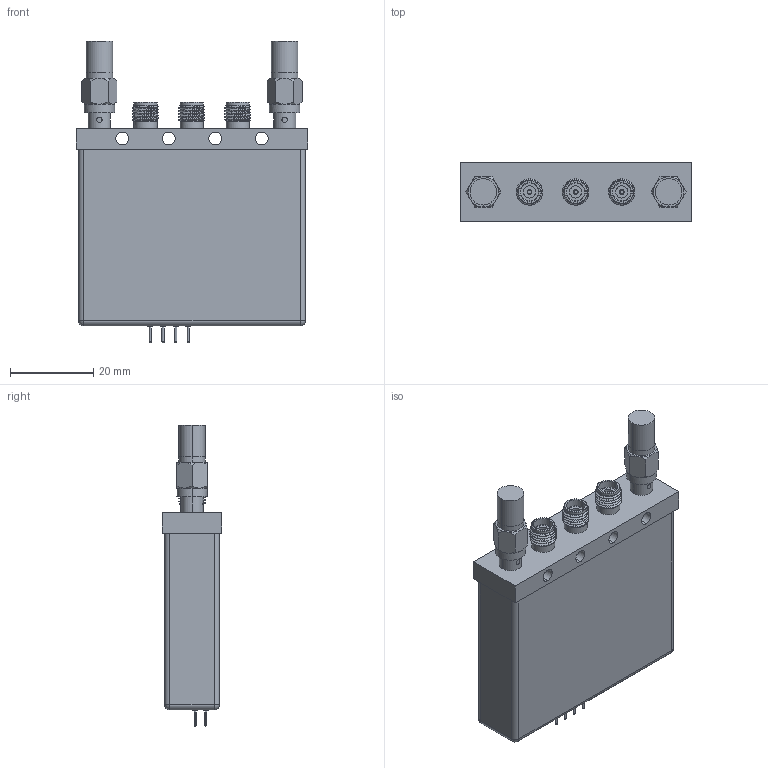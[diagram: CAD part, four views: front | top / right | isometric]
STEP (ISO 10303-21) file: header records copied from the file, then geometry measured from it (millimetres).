
FILE_DESCRIPTION (( 'STEP AP203' ), '1' );
FILE_NAME ('PE71S6064 ¦ SEMS-4062-SPDT-K.step', '2019-08-23T16:01:50', ( '' ), ( '' ), 'SwSTEP 2.0', 'SolidWorks 2018', '' );
FILE_SCHEMA (( 'CONFIG_CONTROL_DESIGN' ));
Length unit declared in the file: inch
Products named in the file (1): PE71S6064 ｦ SEMS-4062-SPDT-K
Bounding box: 55.6 x 14.2 x 72.56 mm (x, y, z)
Volume: 35866.8 mm3; surface area: 10075.8 mm2
Topology: 1 solids, 3 shells, 321 faces, 784 edges, 487 vertices
Faces by surface type: cylinder 133, plane 94, cone 61, sphere 18, bspline 9, torus 6
Entity records: 12692 total; most frequent: CARTESIAN_POINT 5437, ORIENTED_EDGE 1504, DIRECTION 1500, EDGE_CURVE 752, AXIS2_PLACEMENT_3D 613, VERTEX_POINT 473, EDGE_LOOP 365, ADVANCED_FACE 321
